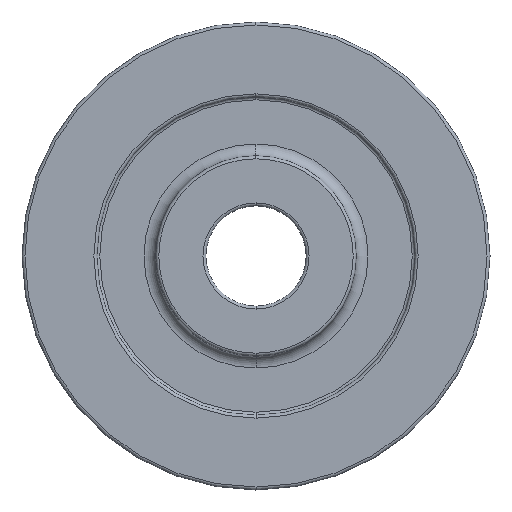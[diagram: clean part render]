
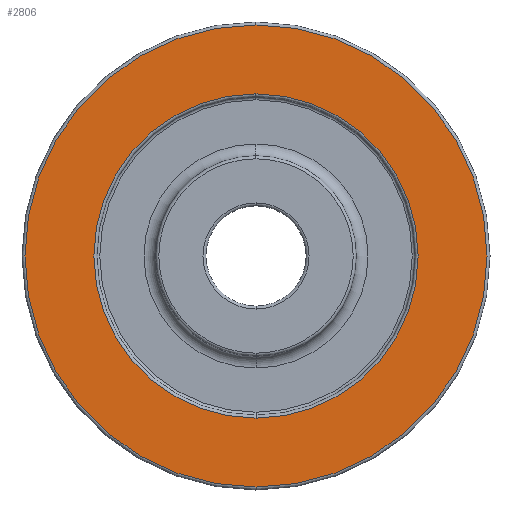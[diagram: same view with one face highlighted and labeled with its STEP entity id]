
A CAD part, left-side view. The second image highlights one B-rep face of the part: STEP entity #2806.
In plain terms, the highlighted planar face has unit normal (-1, 0, 0).
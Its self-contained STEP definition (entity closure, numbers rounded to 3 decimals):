
#68 = VERTEX_POINT ( 'NONE', #1529 ) ;
#125 = AXIS2_PLACEMENT_3D ( 'NONE', #1684, #1647, #2605 ) ;
#226 = CIRCLE ( 'NONE', #125, 39.2 ) ;
#331 = CARTESIAN_POINT ( 'NONE',  ( 4., 0., 0. ) ) ;
#360 = DIRECTION ( 'NONE',  ( 1., 0., 0. ) ) ;
#399 = EDGE_CURVE ( 'NONE', #1962, #1567, #873, .T. ) ;
#564 = DIRECTION ( 'NONE',  ( 0., 0., -1. ) ) ;
#606 = DIRECTION ( 'NONE',  ( 0., 0., -1. ) ) ;
#662 = CARTESIAN_POINT ( 'NONE',  ( 4., 0., -27.5 ) ) ;
#736 = EDGE_CURVE ( 'NONE', #68, #1279, #2558, .T. ) ;
#837 = EDGE_CURVE ( 'NONE', #1279, #68, #226, .T. ) ;
#840 = ORIENTED_EDGE ( 'NONE', *, *, #399, .T. ) ;
#873 = CIRCLE ( 'NONE', #1975, 27.5 ) ;
#893 = AXIS2_PLACEMENT_3D ( 'NONE', #2201, #1349, #606 ) ;
#958 = EDGE_CURVE ( 'NONE', #1567, #1962, #2907, .T. ) ;
#968 = CARTESIAN_POINT ( 'NONE',  ( 4., 0., 0. ) ) ;
#1070 = ORIENTED_EDGE ( 'NONE', *, *, #736, .T. ) ;
#1148 = DIRECTION ( 'NONE',  ( 0., 0., -1. ) ) ;
#1279 = VERTEX_POINT ( 'NONE', #1434 ) ;
#1349 = DIRECTION ( 'NONE',  ( 1., 0., 0. ) ) ;
#1398 = DIRECTION ( 'NONE',  ( -1., 0., 0. ) ) ;
#1434 = CARTESIAN_POINT ( 'NONE',  ( 4., 0., -39.2 ) ) ;
#1529 = CARTESIAN_POINT ( 'NONE',  ( 4., 0., 39.2 ) ) ;
#1567 = VERTEX_POINT ( 'NONE', #662 ) ;
#1630 = AXIS2_PLACEMENT_3D ( 'NONE', #968, #1398, #2121 ) ;
#1647 = DIRECTION ( 'NONE',  ( -1., 0., 0. ) ) ;
#1684 = CARTESIAN_POINT ( 'NONE',  ( 4., 0., 0. ) ) ;
#1884 = ORIENTED_EDGE ( 'NONE', *, *, #958, .T. ) ;
#1962 = VERTEX_POINT ( 'NONE', #2450 ) ;
#1975 = AXIS2_PLACEMENT_3D ( 'NONE', #331, #360, #564 ) ;
#2121 = DIRECTION ( 'NONE',  ( 0., 0., -1. ) ) ;
#2201 = CARTESIAN_POINT ( 'NONE',  ( 4., 0., 0. ) ) ;
#2227 = DIRECTION ( 'NONE',  ( 1., 0., 0. ) ) ;
#2383 = EDGE_LOOP ( 'NONE', ( #2522, #1070 ) ) ;
#2450 = CARTESIAN_POINT ( 'NONE',  ( 4., 0., 27.5 ) ) ;
#2469 = FACE_OUTER_BOUND ( 'NONE', #2383, .T. ) ;
#2479 = CARTESIAN_POINT ( 'NONE',  ( 4., 39.7, 0. ) ) ;
#2522 = ORIENTED_EDGE ( 'NONE', *, *, #837, .T. ) ;
#2533 = PLANE ( 'NONE',  #2775 ) ;
#2558 = CIRCLE ( 'NONE', #1630, 39.2 ) ;
#2605 = DIRECTION ( 'NONE',  ( 0., 0., -1. ) ) ;
#2775 = AXIS2_PLACEMENT_3D ( 'NONE', #2479, #2227, #1148 ) ;
#2781 = EDGE_LOOP ( 'NONE', ( #1884, #840 ) ) ;
#2806 = ADVANCED_FACE ( 'NONE', ( #2469, #2945 ), #2533, .F. ) ;
#2907 = CIRCLE ( 'NONE', #893, 27.5 ) ;
#2945 = FACE_BOUND ( 'NONE', #2781, .T. ) ;
